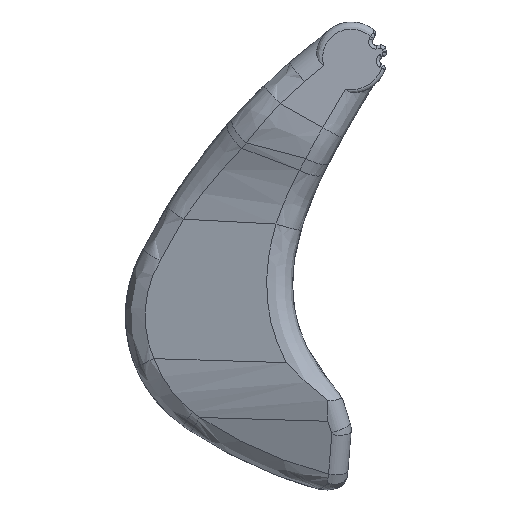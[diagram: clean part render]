
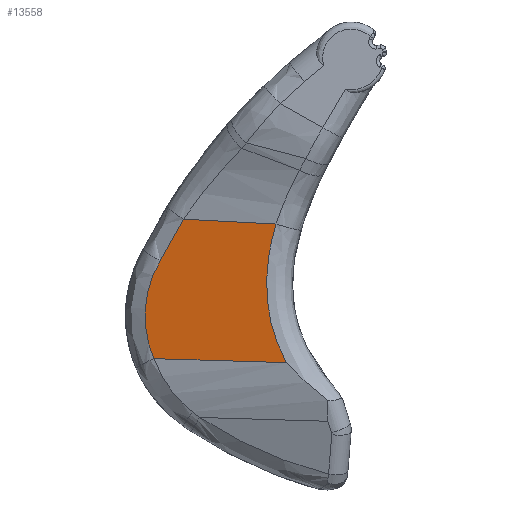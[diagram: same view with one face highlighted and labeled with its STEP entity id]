
A CAD part, left-side view. The second image highlights one B-rep face of the part: STEP entity #13558.
In plain terms, the highlighted planar face has unit normal (-0.978, 0.208, 0).
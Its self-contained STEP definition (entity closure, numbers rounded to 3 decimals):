
#9347 = CARTESIAN_POINT ( 'NONE',  ( -22.894, 22.296, -2.265 ) ) ;
#9348 = DIRECTION ( 'NONE',  ( 0.208, 0.978, 0. ) ) ;
#9349 = DIRECTION ( 'NONE',  ( 0.978, -0.208, 0. ) ) ;
#9350 = CARTESIAN_POINT ( 'NONE',  ( -22., 26.5, -6.25 ) ) ;
#9352 = AXIS2_PLACEMENT_3D ( 'NONE', #9350, #9349, #9348 ) ;
#9353 = PLANE ( 'NONE',  #9352 ) ;
#9354 = FACE_OUTER_BOUND ( 'NONE', #13721, .T. ) ;
#9642 = CARTESIAN_POINT ( 'NONE',  ( -26.539, 5.146, 16.636 ) ) ;
#9643 = CARTESIAN_POINT ( 'NONE',  ( -26.849, 3.688, -2.819 ) ) ;
#9645 = DIRECTION ( 'NONE',  ( -0.208, -0.978, -0.029 ) ) ;
#9646 = VECTOR ( 'NONE', #9645, 1000. ) ;
#9647 = CARTESIAN_POINT ( 'NONE',  ( -22.025, 26.383, -2.144 ) ) ;
#9658 = LINE ( 'NONE', #9647, #9646 ) ;
#9736 = CARTESIAN_POINT ( 'NONE',  ( -26.539, 5.146, 16.636 ) ) ;
#9737 = CARTESIAN_POINT ( 'NONE',  ( -26.438, 5.619, 15.024 ) ) ;
#9738 = CARTESIAN_POINT ( 'NONE',  ( -26.361, 5.984, 13.395 ) ) ;
#9739 = CARTESIAN_POINT ( 'NONE',  ( -26.289, 6.32, 10.917 ) ) ;
#9740 = CARTESIAN_POINT ( 'NONE',  ( -26.273, 6.396, 10.085 ) ) ;
#9741 = CARTESIAN_POINT ( 'NONE',  ( -26.258, 6.468, 8.409 ) ) ;
#9742 = CARTESIAN_POINT ( 'NONE',  ( -26.259, 6.463, 7.561 ) ) ;
#9743 = CARTESIAN_POINT ( 'NONE',  ( -26.291, 6.314, 5.058 ) ) ;
#9744 = CARTESIAN_POINT ( 'NONE',  ( -26.349, 6.04, 3.424 ) ) ;
#9745 = CARTESIAN_POINT ( 'NONE',  ( -26.494, 5.358, 1.028 ) ) ;
#9746 = CARTESIAN_POINT ( 'NONE',  ( -26.552, 5.085, 0.238 ) ) ;
#9747 = CARTESIAN_POINT ( 'NONE',  ( -26.687, 4.447, -1.32 ) ) ;
#9748 = CARTESIAN_POINT ( 'NONE',  ( -26.764, 4.087, -2.079 ) ) ;
#9749 = CARTESIAN_POINT ( 'NONE',  ( -26.849, 3.688, -2.819 ) ) ;
#9750 = CARTESIAN_POINT ( 'NONE',  ( -23.778, 18.133, 17.317 ) ) ;
#9751 = DIRECTION ( 'NONE',  ( 0.208, 0.977, 0.051 ) ) ;
#9752 = VECTOR ( 'NONE', #9751, 1000. ) ;
#9753 = CARTESIAN_POINT ( 'NONE',  ( -23.979, 17.189, 17.267 ) ) ;
#9754 = B_SPLINE_CURVE_WITH_KNOTS ( 'NONE', 3,
 ( #9749, #9748, #9747, #9746, #9745, #9744, #9743, #9742, #9741, #9740, #9739, #9738, #9737, #9736 ),
 .UNSPECIFIED., .F., .F.,
 ( 4, 2, 2, 2, 2, 2, 4 ),
 ( 0., 0.003, 0.005, 0.01, 0.013, 0.015, 0.02 ),
 .UNSPECIFIED. ) ;
#9755 = LINE ( 'NONE', #9753, #9752 ) ;
#10239 =( BOUNDED_CURVE ( )  B_SPLINE_CURVE ( 3, ( #10268, #10267, #10266, #10265 ),
 .UNSPECIFIED., .F., .T. ) 
 B_SPLINE_CURVE_WITH_KNOTS ( ( 4, 4 ),
 ( 2.591, 2.672 ),
 .UNSPECIFIED. ) 
 CURVE ( )  GEOMETRIC_REPRESENTATION_ITEM ( )  RATIONAL_B_SPLINE_CURVE ( ( 1., 0.999, 0.999, 1. ) ) 
 REPRESENTATION_ITEM ( '' )  );
#10240 = CARTESIAN_POINT ( 'NONE',  ( -23.084, 21.4, 11.475 ) ) ;
#10265 = CARTESIAN_POINT ( 'NONE',  ( -23.084, 21.4, 11.475 ) ) ;
#10266 = CARTESIAN_POINT ( 'NONE',  ( -23.299, 20.39, 13.466 ) ) ;
#10267 = CARTESIAN_POINT ( 'NONE',  ( -23.53, 19.301, 15.414 ) ) ;
#10268 = CARTESIAN_POINT ( 'NONE',  ( -23.778, 18.133, 17.317 ) ) ;
#10275 = CARTESIAN_POINT ( 'NONE',  ( -22.894, 22.296, -2.265 ) ) ;
#10276 = CARTESIAN_POINT ( 'NONE',  ( -22.482, 24.232, 2.283 ) ) ;
#10277 = CARTESIAN_POINT ( 'NONE',  ( -22.55, 23.91, 7.216 ) ) ;
#10278 = CARTESIAN_POINT ( 'NONE',  ( -23.084, 21.4, 11.475 ) ) ;
#10279 =( BOUNDED_CURVE ( )  B_SPLINE_CURVE ( 3, ( #10278, #10277, #10276, #10275 ),
 .UNSPECIFIED., .F., .T. ) 
 B_SPLINE_CURVE_WITH_KNOTS ( ( 4, 4 ),
 ( 2.609, 3.544 ),
 .UNSPECIFIED. ) 
 CURVE ( )  GEOMETRIC_REPRESENTATION_ITEM ( )  RATIONAL_B_SPLINE_CURVE ( ( 1., 0.928, 0.928, 1. ) ) 
 REPRESENTATION_ITEM ( '' )  );
#13558 = ADVANCED_FACE ( 'NONE', ( #9354 ), #9353, .F. ) ;
#13560 = VERTEX_POINT ( 'NONE', #9347 ) ;
#13565 = ORIENTED_EDGE ( 'NONE', *, *, #13568, .T. ) ;
#13568 = EDGE_CURVE ( 'NONE', #13560, #13570, #9658, .T. ) ;
#13570 = VERTEX_POINT ( 'NONE', #9643 ) ;
#13571 = VERTEX_POINT ( 'NONE', #9642 ) ;
#13600 = EDGE_CURVE ( 'NONE', #13570, #13571, #9754, .T. ) ;
#13602 = ORIENTED_EDGE ( 'NONE', *, *, #13603, .T. ) ;
#13603 = EDGE_CURVE ( 'NONE', #13571, #13604, #9755, .T. ) ;
#13604 = VERTEX_POINT ( 'NONE', #9750 ) ;
#13696 = ORIENTED_EDGE ( 'NONE', *, *, #13600, .T. ) ;
#13706 = ORIENTED_EDGE ( 'NONE', *, *, #13708, .T. ) ;
#13708 = EDGE_CURVE ( 'NONE', #13604, #13709, #10239, .T. ) ;
#13709 = VERTEX_POINT ( 'NONE', #10240 ) ;
#13711 = ORIENTED_EDGE ( 'NONE', *, *, #13714, .T. ) ;
#13714 = EDGE_CURVE ( 'NONE', #13709, #13560, #10279, .T. ) ;
#13721 = EDGE_LOOP ( 'NONE', ( #13565, #13696, #13602, #13706, #13711 ) ) ;
